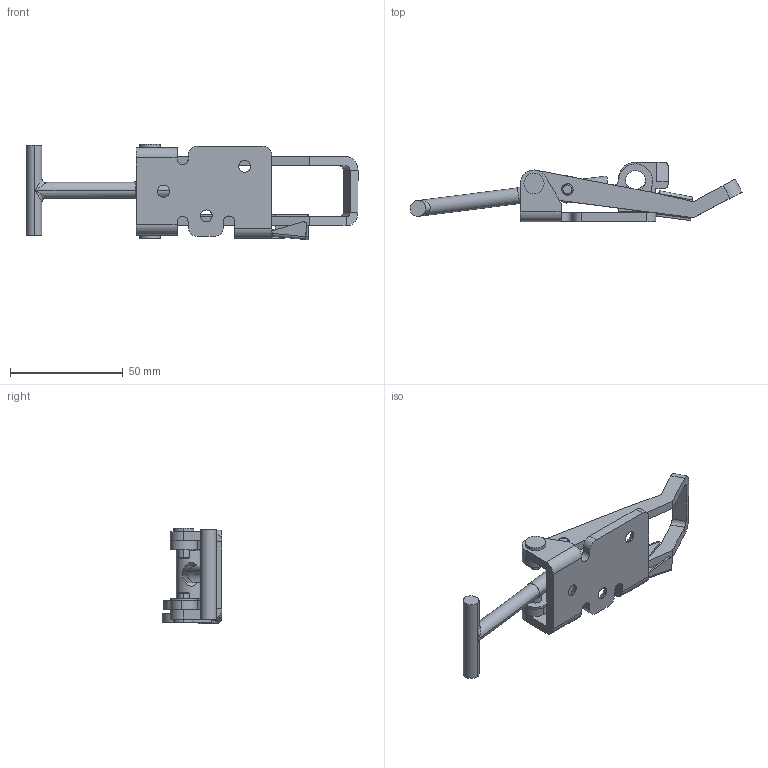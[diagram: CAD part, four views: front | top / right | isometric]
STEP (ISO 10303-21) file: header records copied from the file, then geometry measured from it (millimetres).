
FILE_DESCRIPTION (( 'STEP AP214' ), '1' );
FILE_NAME ('520968 - 704 T LC ZP.STEP', '2017-02-06T07:44:02', ( '' ), ( '' ), 'SwSTEP 2.0', 'SolidWorks 2015', '' );
FILE_SCHEMA (( 'AUTOMOTIVE_DESIGN' ));
Length unit declared in the file: millimetre
Products named in the file (7): 703 - T-skruv; 704 - Safety Catch; 704 - Mid Cylinder; 704 - Rivet Gradin; 704 - Handle locking eye; 722861 - Platta 704 LC FZB Spärr; 520968 - 704 T LC ZP
Assembly tree (7 placements, depth 2):
  520968 - 704 T LC ZP
    722861 - Platta 704 LC FZB Spärr
    704 - Handle locking eye
    704 - Rivet Gradin  x2
    704 - Mid Cylinder
    704 - Safety Catch
    703 - T-skruv
Bounding box: 147.29 x 26.6 x 42.24 mm (x, y, z)
Volume: 27823 mm3; surface area: 20889.8 mm2
Topology: 7 solids, 7 shells, 218 faces, 509 edges, 308 vertices
Faces by surface type: plane 103, cylinder 93, cone 18, bspline 4
Entity records: 6610 total; most frequent: CARTESIAN_POINT 1440, DIRECTION 1075, ORIENTED_EDGE 966, EDGE_CURVE 483, AXIS2_PLACEMENT_3D 393, VERTEX_POINT 294, VECTOR 289, LINE 289
